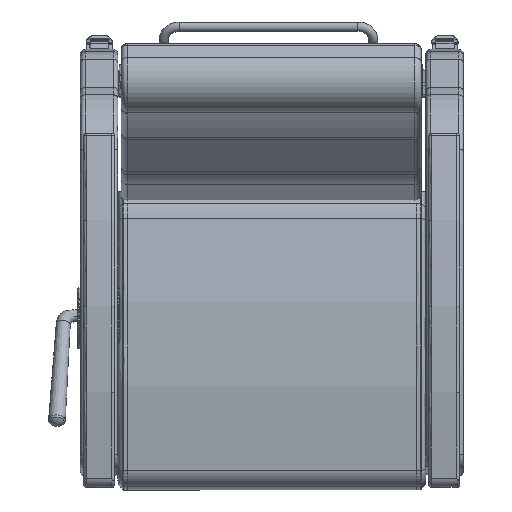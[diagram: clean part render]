
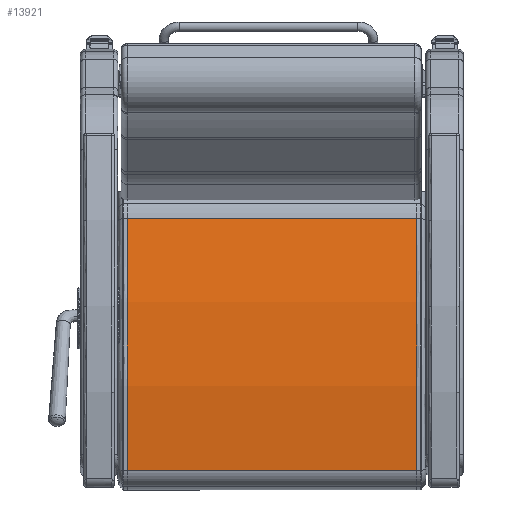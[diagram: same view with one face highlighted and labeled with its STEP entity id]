
A CAD part, front view. The second image highlights one B-rep face of the part: STEP entity #13921.
In plain terms, the highlighted free-form (B-spline) face has degree [1, 2] with [2, 3] control points.
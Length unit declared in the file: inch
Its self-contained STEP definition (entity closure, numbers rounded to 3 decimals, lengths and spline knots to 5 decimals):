
#298=(
BOUNDED_SURFACE()
B_SPLINE_SURFACE(1,2,((#22913,#22914,#22915),(#22916,#22917,#22918)),
 .UNSPECIFIED.,.F.,.F.,.F.)
B_SPLINE_SURFACE_WITH_KNOTS((2,2),(3,3),(-0.19254,0.19254),
(1.36178,1.69928),.UNSPECIFIED.)
GEOMETRIC_REPRESENTATION_ITEM()
RATIONAL_B_SPLINE_SURFACE(((1.,0.986,1.),(1.,0.986,
1.)))
REPRESENTATION_ITEM('')
SURFACE()
);
#323=ELLIPSE('',#15143,60.05357,60.);
#335=ELLIPSE('',#15185,60.05357,60.);
#1386=FACE_OUTER_BOUND('',#2310,.T.);
#2310=EDGE_LOOP('',(#9768,#9769,#9770,#9771));
#3344=LINE('',#22912,#4252);
#3345=LINE('',#22919,#4253);
#4252=VECTOR('',#17439,0.3937);
#4253=VECTOR('',#17440,0.3937);
#6043=VERTEX_POINT('',#22085);
#6044=VERTEX_POINT('',#22108);
#6084=VERTEX_POINT('',#22325);
#6085=VERTEX_POINT('',#22348);
#7369=EDGE_CURVE('',#6044,#6043,#323,.T.);
#7428=EDGE_CURVE('',#6085,#6084,#335,.T.);
#7508=EDGE_CURVE('',#6043,#6085,#3344,.T.);
#7509=EDGE_CURVE('',#6044,#6084,#3345,.T.);
#9768=ORIENTED_EDGE('',*,*,#7369,.F.);
#9769=ORIENTED_EDGE('',*,*,#7509,.T.);
#9770=ORIENTED_EDGE('',*,*,#7428,.F.);
#9771=ORIENTED_EDGE('',*,*,#7508,.F.);
#13921=ADVANCED_FACE('',(#1386),#298,.F.);
#15143=AXIS2_PLACEMENT_3D('',#22110,#17192,#17193);
#15185=AXIS2_PLACEMENT_3D('',#22350,#17301,#17302);
#17192=DIRECTION('center_axis',(0.,0.,-1.));
#17193=DIRECTION('ref_axis',(1.,0.,0.));
#17301=DIRECTION('center_axis',(0.,0.,1.));
#17302=DIRECTION('ref_axis',(1.,0.,0.));
#17439=DIRECTION('',(0.,0.,1.));
#17440=DIRECTION('',(0.,0.,1.));
#22085=CARTESIAN_POINT('',(10.1114,0.44486,-11.5625));
#22108=CARTESIAN_POINT('',(-10.04459,1.25621,-11.5625));
#22110=CARTESIAN_POINT('Origin',(-2.34979,-58.24922,-11.5625));
#22325=CARTESIAN_POINT('',(-10.04459,1.25621,11.5625));
#22348=CARTESIAN_POINT('',(10.1114,0.44486,11.5625));
#22350=CARTESIAN_POINT('Origin',(-2.34979,-58.24922,11.5625));
#22912=CARTESIAN_POINT('',(10.1114,0.44486,0.));
#22913=CARTESIAN_POINT('Ctrl Pts',(10.1114,0.44486,-11.5625));
#22914=CARTESIAN_POINT('Ctrl Pts',(0.10258,2.56602,-11.5625));
#22915=CARTESIAN_POINT('Ctrl Pts',(-10.04459,1.25621,-11.5625));
#22916=CARTESIAN_POINT('Ctrl Pts',(10.1114,0.44486,11.5625));
#22917=CARTESIAN_POINT('Ctrl Pts',(0.10258,2.56602,11.5625));
#22918=CARTESIAN_POINT('Ctrl Pts',(-10.04459,1.25621,11.5625));
#22919=CARTESIAN_POINT('',(-10.04459,1.25621,0.));
